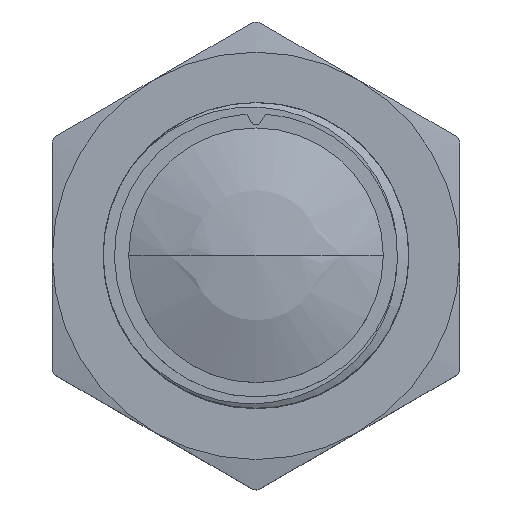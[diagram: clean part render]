
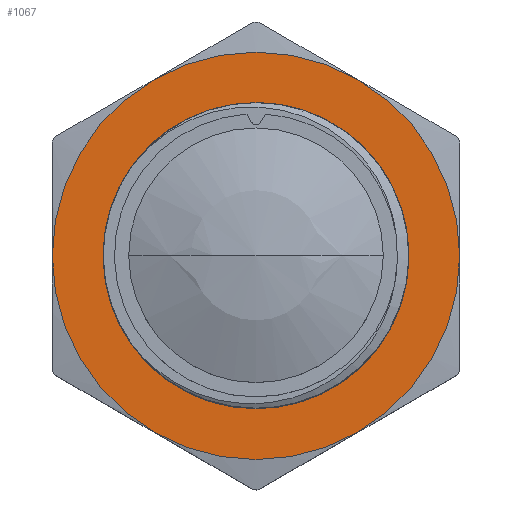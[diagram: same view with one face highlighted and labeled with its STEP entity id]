
A CAD part, top view. The second image highlights one B-rep face of the part: STEP entity #1067.
In plain terms, the highlighted planar face has unit normal (0, 0, 1).
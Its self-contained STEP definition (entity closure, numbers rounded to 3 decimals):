
#515=CARTESIAN_POINT('',(0.,0.,2.));
#516=DIRECTION('',(0.,0.,1.));
#517=DIRECTION('',(0.5,0.866,0.));
#518=AXIS2_PLACEMENT_3D('',#515,#516,#517);
#564=CARTESIAN_POINT('',(0.,0.,2.));
#565=DIRECTION('',(0.,0.,-1.));
#566=DIRECTION('',(0.5,0.866,0.));
#567=AXIS2_PLACEMENT_3D('',#564,#565,#566);
#569=CARTESIAN_POINT('',(0.,0.,2.));
#570=DIRECTION('',(0.,0.,-1.));
#571=DIRECTION('',(1.,0.,0.));
#572=AXIS2_PLACEMENT_3D('',#569,#570,#571);
#574=CARTESIAN_POINT('',(0.,0.,2.));
#575=DIRECTION('',(0.,0.,-1.));
#576=DIRECTION('',(-0.5,-0.866,0.));
#577=AXIS2_PLACEMENT_3D('',#574,#575,#576);
#579=CARTESIAN_POINT('',(0.,0.,2.));
#580=DIRECTION('',(0.,0.,-1.));
#581=DIRECTION('',(-1.,0.,0.));
#582=AXIS2_PLACEMENT_3D('',#579,#580,#581);
#584=CARTESIAN_POINT('',(0.,0.,2.));
#585=DIRECTION('',(0.,0.,-1.));
#586=DIRECTION('',(0.,-1.,0.));
#587=AXIS2_PLACEMENT_3D('',#584,#585,#586);
#589=CARTESIAN_POINT('',(0.,0.,2.));
#590=DIRECTION('',(0.,0.,-1.));
#591=DIRECTION('',(0.,1.,0.));
#592=AXIS2_PLACEMENT_3D('',#589,#590,#591);
#605=CARTESIAN_POINT('',(0.,0.,2.));
#606=DIRECTION('',(0.,0.,1.));
#607=DIRECTION('',(-0.5,-0.866,0.));
#608=AXIS2_PLACEMENT_3D('',#605,#606,#607);
#622=CARTESIAN_POINT('',(-6.,-10.392,2.));
#623=CARTESIAN_POINT('',(-12.,0.,2.));
#624=VERTEX_POINT('',#622);
#625=VERTEX_POINT('',#623);
#634=CARTESIAN_POINT('',(6.,10.392,2.));
#635=CARTESIAN_POINT('',(12.,0.,2.));
#636=VERTEX_POINT('',#634);
#637=VERTEX_POINT('',#635);
#638=CARTESIAN_POINT('',(6.,-10.392,2.));
#639=VERTEX_POINT('',#638);
#640=CARTESIAN_POINT('',(-6.,10.392,2.));
#641=VERTEX_POINT('',#640);
#676=CARTESIAN_POINT('',(0.,-8.5,2.));
#677=CARTESIAN_POINT('',(0.,8.5,2.));
#678=VERTEX_POINT('',#676);
#679=VERTEX_POINT('',#677);
#1047=CARTESIAN_POINT('',(0.,0.,2.));
#1048=DIRECTION('',(0.,0.,1.));
#1049=DIRECTION('',(1.,0.,0.));
#1050=AXIS2_PLACEMENT_3D('',#1047,#1048,#1049);
#1051=PLANE('',#1050);
#1052=ORIENTED_EDGE('',*,*,#989,.F.);
#1053=ORIENTED_EDGE('',*,*,#1002,.T.);
#1054=ORIENTED_EDGE('',*,*,#1015,.T.);
#1056=ORIENTED_EDGE('',*,*,#1055,.F.);
#1057=ORIENTED_EDGE('',*,*,#1028,.T.);
#1058=ORIENTED_EDGE('',*,*,#1041,.T.);
#1059=EDGE_LOOP('',(#1052,#1053,#1054,#1056,#1057,#1058));
#1060=FACE_OUTER_BOUND('',#1059,.F.);
#1062=ORIENTED_EDGE('',*,*,#1061,.F.);
#1064=ORIENTED_EDGE('',*,*,#1063,.F.);
#1065=EDGE_LOOP('',(#1062,#1064));
#1066=FACE_BOUND('',#1065,.F.);
#519=CIRCLE('',#518,12.);
#568=CIRCLE('',#567,12.);
#573=CIRCLE('',#572,12.);
#578=CIRCLE('',#577,12.);
#583=CIRCLE('',#582,12.);
#588=CIRCLE('',#587,8.5);
#593=CIRCLE('',#592,8.5);
#609=CIRCLE('',#608,12.);
#989=EDGE_CURVE('',#636,#641,#519,.T.);
#1002=EDGE_CURVE('',#636,#637,#568,.T.);
#1015=EDGE_CURVE('',#637,#639,#573,.T.);
#1028=EDGE_CURVE('',#624,#625,#578,.T.);
#1041=EDGE_CURVE('',#625,#641,#583,.T.);
#1055=EDGE_CURVE('',#624,#639,#609,.T.);
#1061=EDGE_CURVE('',#678,#679,#588,.T.);
#1063=EDGE_CURVE('',#679,#678,#593,.T.);
#1067=ADVANCED_FACE('',(#1060,#1066),#1051,.T.);
